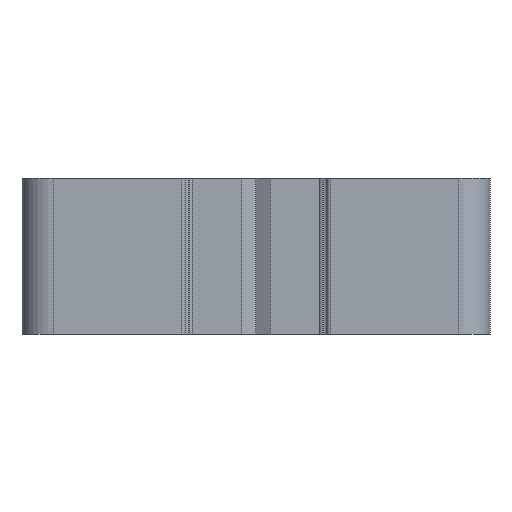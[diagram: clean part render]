
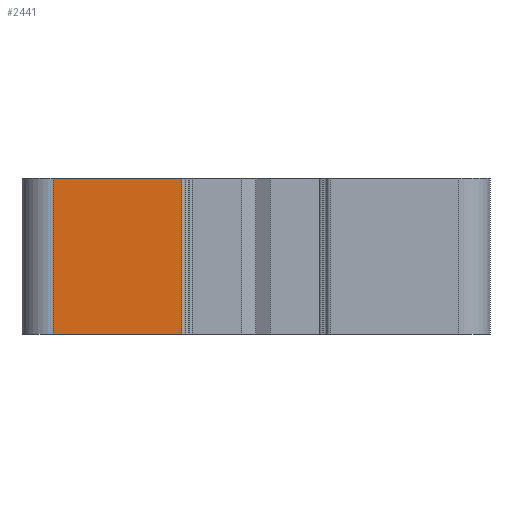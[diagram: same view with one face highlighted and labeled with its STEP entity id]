
A CAD part, left-side view. The second image highlights one B-rep face of the part: STEP entity #2441.
In plain terms, the highlighted planar face has unit normal (-1, 0, 0).
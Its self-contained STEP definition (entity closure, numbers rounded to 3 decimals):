
#168 = CARTESIAN_POINT ( 'NONE',  ( -15., 4.75, 10. ) ) ;
#467 = CARTESIAN_POINT ( 'NONE',  ( -15., 4.75, 10. ) ) ;
#644 = DIRECTION ( 'NONE',  ( 0., -1., 0. ) ) ;
#851 = EDGE_CURVE ( 'NONE', #1368, #3056, #4096, .T. ) ;
#1092 = EDGE_LOOP ( 'NONE', ( #4792, #2021, #5486, #2825 ) ) ;
#1154 = VECTOR ( 'NONE', #3286, 1000. ) ;
#1204 = CARTESIAN_POINT ( 'NONE',  ( -15., 4.75, 10. ) ) ;
#1368 = VERTEX_POINT ( 'NONE', #1204 ) ;
#1752 = CARTESIAN_POINT ( 'NONE',  ( -15., 13., 10. ) ) ;
#1919 = LINE ( 'NONE', #4649, #3049 ) ;
#1936 = CARTESIAN_POINT ( 'NONE',  ( -15., 13., 10. ) ) ;
#1945 = DIRECTION ( 'NONE',  ( 0., -1., 0. ) ) ;
#2021 = ORIENTED_EDGE ( 'NONE', *, *, #851, .F. ) ;
#2093 = EDGE_CURVE ( 'NONE', #3853, #4839, #2375, .T. ) ;
#2375 = LINE ( 'NONE', #1936, #3959 ) ;
#2441 = ADVANCED_FACE ( 'NONE', ( #5288 ), #3051, .F. ) ;
#2808 = EDGE_CURVE ( 'NONE', #3853, #1368, #1919, .T. ) ;
#2825 = ORIENTED_EDGE ( 'NONE', *, *, #2093, .T. ) ;
#3049 = VECTOR ( 'NONE', #1945, 1000. ) ;
#3051 = PLANE ( 'NONE',  #3295 ) ;
#3056 = VERTEX_POINT ( 'NONE', #4865 ) ;
#3083 = DIRECTION ( 'NONE',  ( 1., 0., 0. ) ) ;
#3286 = DIRECTION ( 'NONE',  ( 0., 0., -1. ) ) ;
#3295 = AXIS2_PLACEMENT_3D ( 'NONE', #467, #3083, #4801 ) ;
#3614 = EDGE_CURVE ( 'NONE', #4839, #3056, #5345, .T. ) ;
#3718 = CARTESIAN_POINT ( 'NONE',  ( -15., 13., 0. ) ) ;
#3853 = VERTEX_POINT ( 'NONE', #1752 ) ;
#3959 = VECTOR ( 'NONE', #5010, 1000. ) ;
#4096 = LINE ( 'NONE', #168, #1154 ) ;
#4619 = VECTOR ( 'NONE', #644, 1000. ) ;
#4649 = CARTESIAN_POINT ( 'NONE',  ( -15., 4.75, 10. ) ) ;
#4792 = ORIENTED_EDGE ( 'NONE', *, *, #3614, .T. ) ;
#4801 = DIRECTION ( 'NONE',  ( 0., 1., 0. ) ) ;
#4839 = VERTEX_POINT ( 'NONE', #3718 ) ;
#4865 = CARTESIAN_POINT ( 'NONE',  ( -15., 4.75, 0. ) ) ;
#5010 = DIRECTION ( 'NONE',  ( 0., 0., -1. ) ) ;
#5288 = FACE_OUTER_BOUND ( 'NONE', #1092, .T. ) ;
#5316 = CARTESIAN_POINT ( 'NONE',  ( -15., 4.75, 0. ) ) ;
#5345 = LINE ( 'NONE', #5316, #4619 ) ;
#5486 = ORIENTED_EDGE ( 'NONE', *, *, #2808, .F. ) ;
